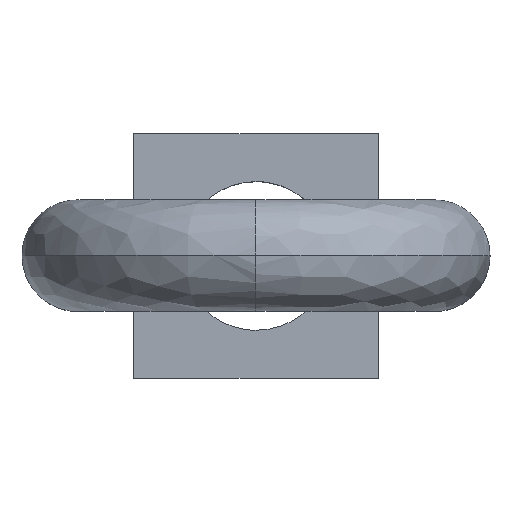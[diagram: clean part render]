
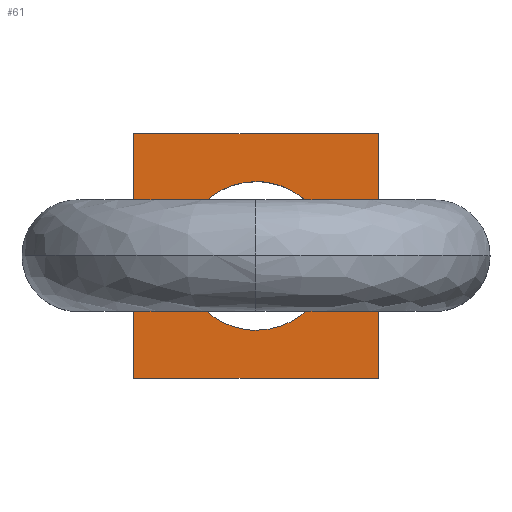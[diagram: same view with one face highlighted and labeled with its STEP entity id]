
A CAD part, top view. The second image highlights one B-rep face of the part: STEP entity #61.
In plain terms, the highlighted planar face has unit normal (0, 0, 1).
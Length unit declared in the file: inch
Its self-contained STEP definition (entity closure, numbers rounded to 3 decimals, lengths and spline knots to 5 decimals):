
#61=ADVANCED_FACE('',(#126,#127),#128,.T.);
#126=FACE_BOUND('',#216,.T.);
#127=FACE_OUTER_BOUND('',#217,.T.);
#128=PLANE('',#218);
#216=EDGE_LOOP('',(#559,#560,#561,#562));
#217=EDGE_LOOP('',(#563,#564,#565,#566));
#218=AXIS2_PLACEMENT_3D('',#567,#568,#569);
#559=ORIENTED_EDGE('',*,*,#691,.F.);
#560=ORIENTED_EDGE('',*,*,#700,.F.);
#561=ORIENTED_EDGE('',*,*,#701,.F.);
#562=ORIENTED_EDGE('',*,*,#696,.F.);
#563=ORIENTED_EDGE('',*,*,#702,.F.);
#564=ORIENTED_EDGE('',*,*,#703,.F.);
#565=ORIENTED_EDGE('',*,*,#704,.F.);
#566=ORIENTED_EDGE('',*,*,#705,.F.);
#567=CARTESIAN_POINT('',(0.4117,0.4117,0.375));
#568=DIRECTION('',(0.,0.,1.0));
#569=DIRECTION('',(0.0,-1.0,0.));
#691=EDGE_CURVE('',#755,#756,#757,.T.);
#696=EDGE_CURVE('',#756,#764,#765,.T.);
#700=EDGE_CURVE('',#770,#755,#771,.T.);
#701=EDGE_CURVE('',#764,#770,#772,.T.);
#702=EDGE_CURVE('',#773,#774,#775,.T.);
#703=EDGE_CURVE('',#776,#773,#777,.T.);
#704=EDGE_CURVE('',#778,#776,#779,.T.);
#705=EDGE_CURVE('',#774,#778,#780,.T.);
#755=VERTEX_POINT('',#845);
#756=VERTEX_POINT('',#846);
#757=B_SPLINE_CURVE_WITH_KNOTS('',3,(#847,#848,#849,#850),.UNSPECIFIED.,.F.,.F.,(4,4),(0.0,1.0),.UNSPECIFIED.);
#764=VERTEX_POINT('',#862);
#765=B_SPLINE_CURVE_WITH_KNOTS('',3,(#863,#864,#865,#866),.UNSPECIFIED.,.F.,.F.,(4,4),(0.0,1.0),.UNSPECIFIED.);
#770=VERTEX_POINT('',#875);
#771=B_SPLINE_CURVE_WITH_KNOTS('',3,(#876,#877,#878,#879),.UNSPECIFIED.,.F.,.F.,(4,4),(0.0,1.0),.UNSPECIFIED.);
#772=B_SPLINE_CURVE_WITH_KNOTS('',3,(#880,#881,#882,#883),.UNSPECIFIED.,.F.,.F.,(4,4),(0.0,1.0),.UNSPECIFIED.);
#773=VERTEX_POINT('',#884);
#774=VERTEX_POINT('',#885);
#775=LINE('',#886,#887);
#776=VERTEX_POINT('',#888);
#777=LINE('',#889,#890);
#778=VERTEX_POINT('',#891);
#779=LINE('',#892,#893);
#780=LINE('',#894,#895);
#845=CARTESIAN_POINT('',(0.6617,0.4117,0.375));
#846=CARTESIAN_POINT('',(0.4117,0.6617,0.375));
#847=CARTESIAN_POINT('',(0.6617,0.4117,0.375));
#848=CARTESIAN_POINT('',(0.6617,0.54976,0.375));
#849=CARTESIAN_POINT('',(0.54977,0.6617,0.375));
#850=CARTESIAN_POINT('',(0.4117,0.6617,0.375));
#862=CARTESIAN_POINT('',(0.1617,0.4117,0.375));
#863=CARTESIAN_POINT('',(0.4117,0.6617,0.375));
#864=CARTESIAN_POINT('',(0.27363,0.6617,0.375));
#865=CARTESIAN_POINT('',(0.1617,0.54976,0.375));
#866=CARTESIAN_POINT('',(0.1617,0.4117,0.375));
#875=CARTESIAN_POINT('',(0.4117,0.1617,0.375));
#876=CARTESIAN_POINT('',(0.4117,0.1617,0.375));
#877=CARTESIAN_POINT('',(0.54977,0.1617,0.375));
#878=CARTESIAN_POINT('',(0.6617,0.27363,0.375));
#879=CARTESIAN_POINT('',(0.6617,0.4117,0.375));
#880=CARTESIAN_POINT('',(0.1617,0.4117,0.375));
#881=CARTESIAN_POINT('',(0.1617,0.27363,0.375));
#882=CARTESIAN_POINT('',(0.27363,0.1617,0.375));
#883=CARTESIAN_POINT('',(0.4117,0.1617,0.375));
#884=CARTESIAN_POINT('',(0.82339,0.,0.375));
#885=CARTESIAN_POINT('',(0.0,0.,0.375));
#886=CARTESIAN_POINT('',(0.0,0.,0.375));
#887=VECTOR('',#1000,1.0);
#888=CARTESIAN_POINT('',(0.82339,0.82339,0.375));
#889=CARTESIAN_POINT('',(0.82339,0.,0.375));
#890=VECTOR('',#1001,1.0);
#891=CARTESIAN_POINT('',(0.0,0.82339,0.375));
#892=CARTESIAN_POINT('',(0.82339,0.82339,0.375));
#893=VECTOR('',#1002,1.0);
#894=CARTESIAN_POINT('',(0.0,0.82339,0.375));
#895=VECTOR('',#1003,1.0);
#1000=DIRECTION('',(-1.0,0.0,-0.0));
#1001=DIRECTION('',(0.0,-1.0,0.));
#1002=DIRECTION('',(1.0,0.0,0.0));
#1003=DIRECTION('',(-0.0,1.0,0.));
